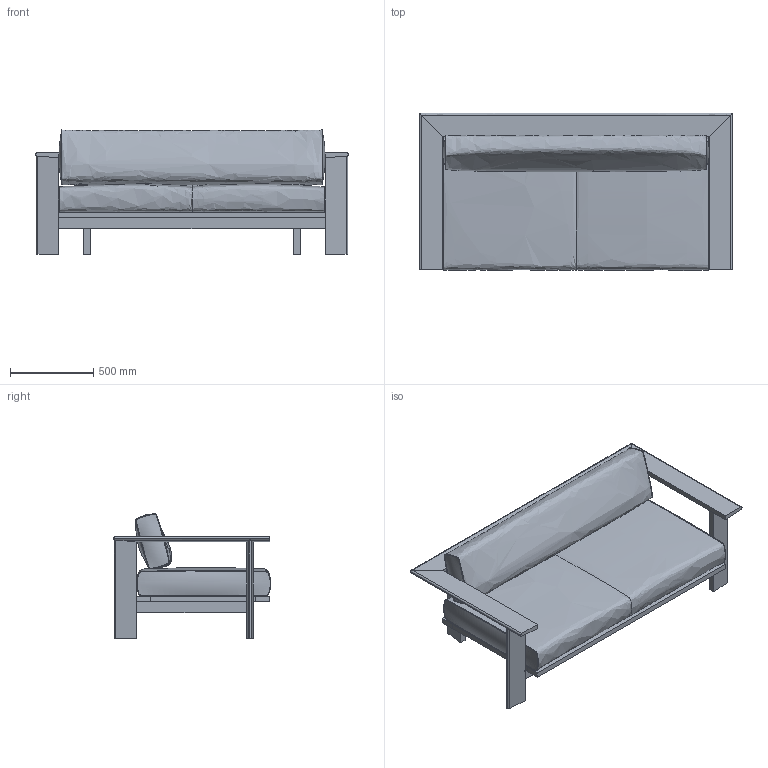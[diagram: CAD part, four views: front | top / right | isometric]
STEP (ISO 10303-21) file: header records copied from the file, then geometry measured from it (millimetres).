
FILE_DESCRIPTION(/* description */ (''),/* implementation_level */ '2;1');
FILE_NAME(/* name */ 'Rail_CB-492A_3D',/* time_stamp */ '2023-10-06T12:55:20+02:00',/* author */ (''),/* organization */ (''),/* preprocessor_version */ 'ST-DEVELOPER v16.5',/* originating_system */ 'Rhino 7.31',/* authorisation */ '');
FILE_SCHEMA (('AUTOMOTIVE_DESIGN'));
Length unit declared in the file: centimetre
Products named in the file (2): Document; Rail_CB-492A
Assembly tree (1 placements, depth 2):
  Document
    Rail_CB-492A
Bounding box: 1880 x 944.49 x 748.89 mm (x, y, z)
Volume: 61114592.4 mm3; surface area: 10453007.1 mm2
Topology: 33 solids, 40 shells, 203 faces, 423 edges, 282 vertices
Faces by surface type: plane 172, cylinder 18, bspline 13
Entity records: 42113 total; most frequent: CARTESIAN_POINT 38508, ORIENTED_EDGE 836, EDGE_CURVE 423, B_SPLINE_CURVE_WITH_KNOTS 386, VERTEX_POINT 282, ADVANCED_FACE 203, FACE_OUTER_BOUND 203, EDGE_LOOP 203
